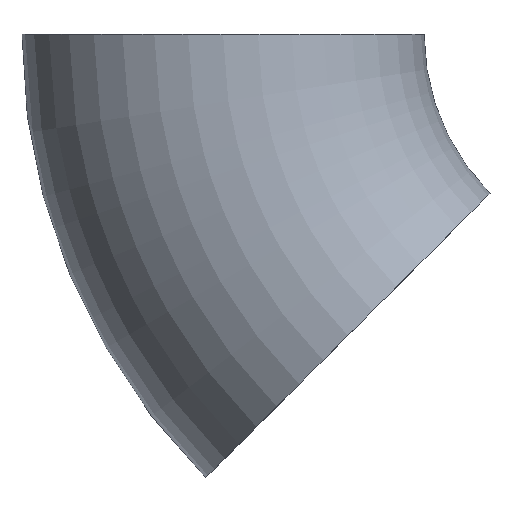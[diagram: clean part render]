
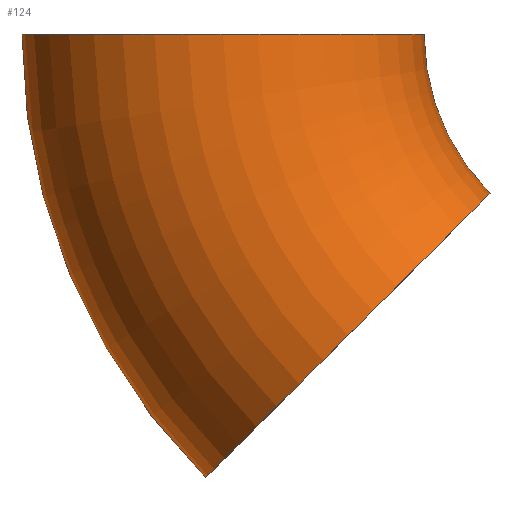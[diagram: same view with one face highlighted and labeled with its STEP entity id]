
A CAD part, front view. The second image highlights one B-rep face of the part: STEP entity #124.
In plain terms, the highlighted toroidal (fillet/blend) face has major radius 28.5 mm and minor radius 13.45 mm.
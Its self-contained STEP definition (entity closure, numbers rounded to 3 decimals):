
#2 = AXIS2_PLACEMENT_3D ( 'NONE', #243, #29, #52 ) ;
#18 = VERTEX_POINT ( 'NONE', #43 ) ;
#26 = VERTEX_POINT ( 'NONE', #42 ) ;
#29 = DIRECTION ( 'NONE',  ( 0., 0., 1. ) ) ;
#34 = CIRCLE ( 'NONE', #200, 41.95 ) ;
#40 = DIRECTION ( 'NONE',  ( 0., 0., 1. ) ) ;
#42 = CARTESIAN_POINT ( 'NONE',  ( -41.95, 0., 0. ) ) ;
#43 = CARTESIAN_POINT ( 'NONE',  ( -29.663, 0., -29.663 ) ) ;
#45 = TOROIDAL_SURFACE ( 'NONE', #79, 28.5, 13.45 ) ;
#48 = AXIS2_PLACEMENT_3D ( 'NONE', #156, #239, #218 ) ;
#52 = DIRECTION ( 'NONE',  ( 1., 0., 0. ) ) ;
#56 = CIRCLE ( 'NONE', #224, 15.05 ) ;
#59 = CARTESIAN_POINT ( 'NONE',  ( 0., 0., 0. ) ) ;
#63 = ORIENTED_EDGE ( 'NONE', *, *, #160, .F. ) ;
#76 = VERTEX_POINT ( 'NONE', #84 ) ;
#79 = AXIS2_PLACEMENT_3D ( 'NONE', #59, #134, #40 ) ;
#81 = EDGE_CURVE ( 'NONE', #18, #111, #220, .T. ) ;
#84 = CARTESIAN_POINT ( 'NONE',  ( -15.05, 0., 0. ) ) ;
#97 = ORIENTED_EDGE ( 'NONE', *, *, #223, .T. ) ;
#99 = CARTESIAN_POINT ( 'NONE',  ( -10.642, 0., -10.642 ) ) ;
#111 = VERTEX_POINT ( 'NONE', #99 ) ;
#124 = ADVANCED_FACE ( 'NONE', ( #201 ), #45, .T. ) ;
#125 = DIRECTION ( 'NONE',  ( 0., 1., 0. ) ) ;
#134 = DIRECTION ( 'NONE',  ( 0., 1., 0. ) ) ;
#135 = EDGE_LOOP ( 'NONE', ( #195, #212, #97, #63 ) ) ;
#141 = DIRECTION ( 'NONE',  ( 0., 0., 1. ) ) ;
#152 = CIRCLE ( 'NONE', #2, 13.45 ) ;
#156 = CARTESIAN_POINT ( 'NONE',  ( -20.153, 0., -20.153 ) ) ;
#160 = EDGE_CURVE ( 'NONE', #26, #76, #152, .T. ) ;
#165 = DIRECTION ( 'NONE',  ( 0., 0., 1. ) ) ;
#195 = ORIENTED_EDGE ( 'NONE', *, *, #226, .F. ) ;
#200 = AXIS2_PLACEMENT_3D ( 'NONE', #222, #208, #165 ) ;
#201 = FACE_OUTER_BOUND ( 'NONE', #135, .T. ) ;
#208 = DIRECTION ( 'NONE',  ( 0., 1., 0. ) ) ;
#212 = ORIENTED_EDGE ( 'NONE', *, *, #81, .T. ) ;
#218 = DIRECTION ( 'NONE',  ( 0.707, 0., 0.707 ) ) ;
#220 = CIRCLE ( 'NONE', #48, 13.45 ) ;
#222 = CARTESIAN_POINT ( 'NONE',  ( 0., 0., 0. ) ) ;
#223 = EDGE_CURVE ( 'NONE', #111, #76, #56, .T. ) ;
#224 = AXIS2_PLACEMENT_3D ( 'NONE', #227, #125, #141 ) ;
#226 = EDGE_CURVE ( 'NONE', #18, #26, #34, .T. ) ;
#227 = CARTESIAN_POINT ( 'NONE',  ( 0., 0., 0. ) ) ;
#239 = DIRECTION ( 'NONE',  ( -0.707, 0., 0.707 ) ) ;
#243 = CARTESIAN_POINT ( 'NONE',  ( -28.5, 0., 0. ) ) ;
